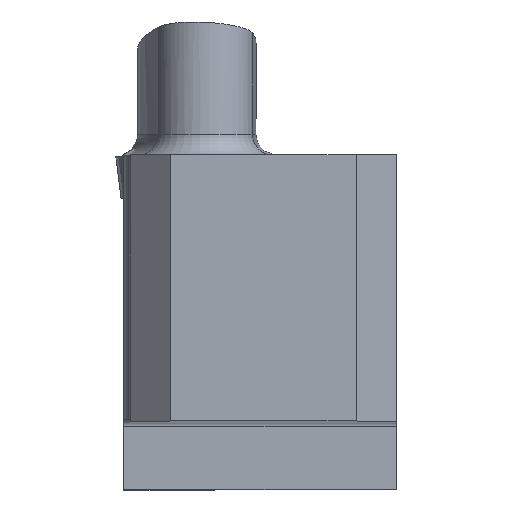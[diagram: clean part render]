
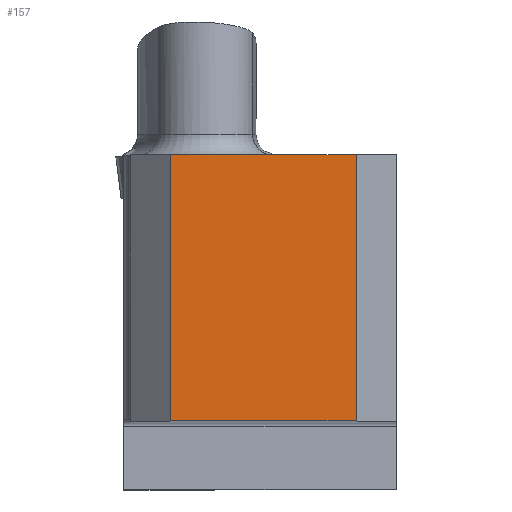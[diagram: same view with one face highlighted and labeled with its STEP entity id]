
A CAD part, top view. The second image highlights one B-rep face of the part: STEP entity #157.
In plain terms, the highlighted planar face has unit normal (0, 0, 1).
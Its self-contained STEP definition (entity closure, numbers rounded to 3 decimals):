
#157=ADVANCED_FACE('CU_BACK_SU1',(#225),#193,.F.);
#193=PLANE('',#1008);
#225=FACE_OUTER_BOUND('',#266,.T.);
#266=EDGE_LOOP('',(#473,#474,#475,#476));
#473=ORIENTED_EDGE('',*,*,#755,.F.);
#474=ORIENTED_EDGE('',*,*,#756,.T.);
#475=ORIENTED_EDGE('',*,*,#757,.T.);
#476=ORIENTED_EDGE('',*,*,#758,.F.);
#656=VERTEX_POINT('',#1605);
#657=VERTEX_POINT('',#1606);
#658=VERTEX_POINT('',#1608);
#659=VERTEX_POINT('',#1610);
#755=EDGE_CURVE('',#656,#657,#835,.T.);
#756=EDGE_CURVE('',#656,#658,#836,.T.);
#757=EDGE_CURVE('',#658,#659,#837,.T.);
#758=EDGE_CURVE('',#657,#659,#838,.T.);
#835=LINE('',#1604,#894);
#836=LINE('',#1607,#895);
#837=LINE('',#1609,#896);
#838=LINE('',#1611,#897);
#894=VECTOR('',#1200,1.);
#895=VECTOR('',#1201,1.);
#896=VECTOR('',#1202,1.);
#897=VECTOR('',#1203,1.);
#1008=AXIS2_PLACEMENT_3D('',#1612,#1204,#1205);
#1200=DIRECTION('',(0.,1.,0.));
#1201=DIRECTION('',(1.,0.,0.));
#1202=DIRECTION('',(0.,1.,0.));
#1203=DIRECTION('',(1.,0.,0.));
#1204=DIRECTION('',(0.,0.,-1.));
#1205=DIRECTION('',(-1.,0.,0.));
#1604=CARTESIAN_POINT('',(-16.925,0.,0.));
#1605=CARTESIAN_POINT('',(-16.925,0.,0.));
#1606=CARTESIAN_POINT('',(-16.925,19.925,0.));
#1607=CARTESIAN_POINT('',(-110.,0.,0.));
#1608=CARTESIAN_POINT('',(-3.,0.,0.));
#1609=CARTESIAN_POINT('',(-3.,0.,0.));
#1610=CARTESIAN_POINT('',(-3.,19.925,0.));
#1611=CARTESIAN_POINT('',(-110.,19.925,0.));
#1612=CARTESIAN_POINT('',(22.996,39.925,0.));
